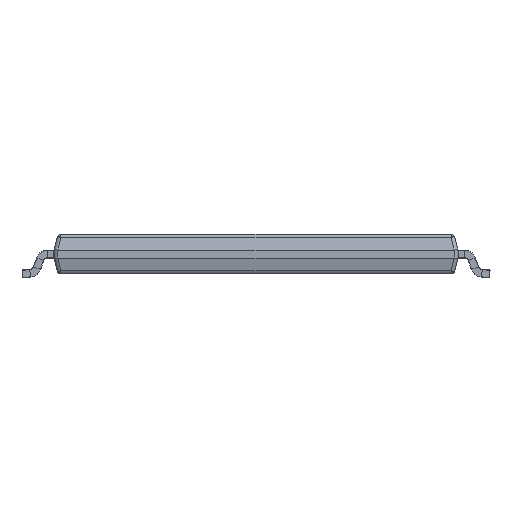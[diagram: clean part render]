
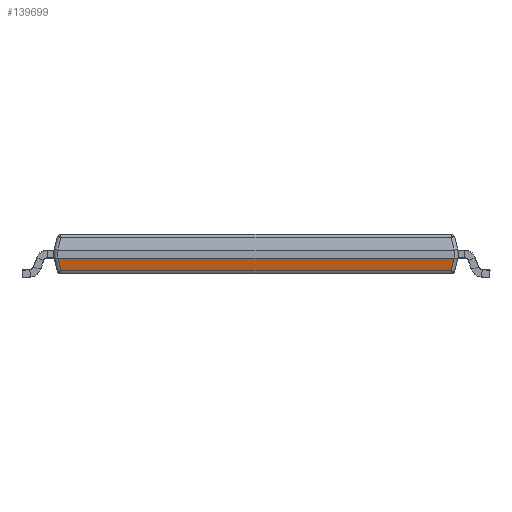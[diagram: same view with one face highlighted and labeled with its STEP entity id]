
A CAD part, front view. The second image highlights one B-rep face of the part: STEP entity #139699.
In plain terms, the highlighted planar face has unit normal (0, -0.97, -0.242).
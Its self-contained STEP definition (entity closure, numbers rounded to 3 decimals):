
#664 = DIRECTION ( 'NONE',  ( 1., 0., 0. ) ) ;
#2490 =( BOUNDED_CURVE ( )  B_SPLINE_CURVE ( 3, ( #182137, #11997, #24224, #71100 ),
 .UNSPECIFIED., .F., .F. ) 
 B_SPLINE_CURVE_WITH_KNOTS ( ( 4, 4 ),
 ( 3.112, 3.142 ),
 .UNSPECIFIED. ) 
 CURVE ( )  GEOMETRIC_REPRESENTATION_ITEM ( )  RATIONAL_B_SPLINE_CURVE ( ( 1., 1., 1., 1. ) ) 
 REPRESENTATION_ITEM ( '' )  );
#11997 = CARTESIAN_POINT ( 'NONE',  ( 5.002, -11.1, 0.5 ) ) ;
#19838 = LINE ( 'NONE', #189993, #172264 ) ;
#20997 = EDGE_LOOP ( 'NONE', ( #116956, #73955, #116407, #75125, #38645, #119864 ) ) ;
#21185 = CARTESIAN_POINT ( 'NONE',  ( -4.922, -11.019, 0.176 ) ) ;
#21565 = EDGE_CURVE ( 'NONE', #177498, #62745, #2490, .T. ) ;
#21591 = AXIS2_PLACEMENT_3D ( 'NONE', #104628, #56700, #118925 ) ;
#21920 = EDGE_CURVE ( 'NONE', #100662, #92808, #23200, .T. ) ;
#23200 =( BOUNDED_CURVE ( )  B_SPLINE_CURVE ( 3, ( #152258, #136007, #198218, #46232 ),
 .UNSPECIFIED., .F., .F. ) 
 B_SPLINE_CURVE_WITH_KNOTS ( ( 4, 4 ),
 ( 3.142, 3.171 ),
 .UNSPECIFIED. ) 
 CURVE ( )  GEOMETRIC_REPRESENTATION_ITEM ( )  RATIONAL_B_SPLINE_CURVE ( ( 1., 1., 1., 1. ) ) 
 REPRESENTATION_ITEM ( '' )  );
#24224 = CARTESIAN_POINT ( 'NONE',  ( 5.001, -11.1, 0.5 ) ) ;
#25635 = CARTESIAN_POINT ( 'NONE',  ( -5., -11.1, 0.5 ) ) ;
#38645 = ORIENTED_EDGE ( 'NONE', *, *, #45637, .T. ) ;
#39481 = FACE_OUTER_BOUND ( 'NONE', #20997, .T. ) ;
#39903 = EDGE_CURVE ( 'NONE', #60224, #180014, #130080, .T. ) ;
#45637 = EDGE_CURVE ( 'NONE', #180014, #177498, #92366, .T. ) ;
#46232 = CARTESIAN_POINT ( 'NONE',  ( -5.003, -11.1, 0.5 ) ) ;
#50906 = DIRECTION ( 'NONE',  ( 0.236, 0.236, -0.943 ) ) ;
#56700 = DIRECTION ( 'NONE',  ( 0., 0.97, 0.243 ) ) ;
#57910 = CARTESIAN_POINT ( 'NONE',  ( 5.003, -11.1, 0.5 ) ) ;
#60224 = VERTEX_POINT ( 'NONE', #21185 ) ;
#61492 = CARTESIAN_POINT ( 'NONE',  ( -5.003, -11.1, 0.5 ) ) ;
#62745 = VERTEX_POINT ( 'NONE', #106297 ) ;
#71100 = CARTESIAN_POINT ( 'NONE',  ( 5., -11.1, 0.5 ) ) ;
#73955 = ORIENTED_EDGE ( 'NONE', *, *, #21920, .T. ) ;
#75125 = ORIENTED_EDGE ( 'NONE', *, *, #39903, .T. ) ;
#85948 = EDGE_CURVE ( 'NONE', #100662, #62745, #19838, .T. ) ;
#92366 = LINE ( 'NONE', #108725, #200945 ) ;
#92808 = VERTEX_POINT ( 'NONE', #61492 ) ;
#98939 = CARTESIAN_POINT ( 'NONE',  ( 4.922, -11.019, 0.176 ) ) ;
#100662 = VERTEX_POINT ( 'NONE', #25635 ) ;
#101972 = EDGE_CURVE ( 'NONE', #92808, #60224, #162024, .T. ) ;
#104628 = CARTESIAN_POINT ( 'NONE',  ( -5.1, -11.1, 0.5 ) ) ;
#106297 = CARTESIAN_POINT ( 'NONE',  ( 5., -11.1, 0.5 ) ) ;
#108725 = CARTESIAN_POINT ( 'NONE',  ( 4.442, -10.539, -1.745 ) ) ;
#115829 = VECTOR ( 'NONE', #195338, 1000. ) ;
#116407 = ORIENTED_EDGE ( 'NONE', *, *, #101972, .T. ) ;
#116956 = ORIENTED_EDGE ( 'NONE', *, *, #85948, .F. ) ;
#118925 = DIRECTION ( 'NONE',  ( 1., 0., 0. ) ) ;
#119864 = ORIENTED_EDGE ( 'NONE', *, *, #21565, .T. ) ;
#123193 = VECTOR ( 'NONE', #50906, 1000. ) ;
#130080 = LINE ( 'NONE', #133126, #115829 ) ;
#133126 = CARTESIAN_POINT ( 'NONE',  ( 5., -11.019, 0.176 ) ) ;
#136007 = CARTESIAN_POINT ( 'NONE',  ( -5.001, -11.1, 0.5 ) ) ;
#139699 = ADVANCED_FACE ( 'NONE', ( #39481 ), #191347, .F. ) ;
#142679 = CARTESIAN_POINT ( 'NONE',  ( -5.008, -11.105, 0.522 ) ) ;
#152258 = CARTESIAN_POINT ( 'NONE',  ( -5., -11.1, 0.5 ) ) ;
#162024 = LINE ( 'NONE', #142679, #123193 ) ;
#170840 = DIRECTION ( 'NONE',  ( 0.236, -0.236, 0.943 ) ) ;
#172264 = VECTOR ( 'NONE', #664, 1000. ) ;
#177498 = VERTEX_POINT ( 'NONE', #57910 ) ;
#180014 = VERTEX_POINT ( 'NONE', #98939 ) ;
#182137 = CARTESIAN_POINT ( 'NONE',  ( 5.003, -11.1, 0.5 ) ) ;
#189993 = CARTESIAN_POINT ( 'NONE',  ( -5.1, -11.1, 0.5 ) ) ;
#191347 = PLANE ( 'NONE',  #21591 ) ;
#195338 = DIRECTION ( 'NONE',  ( 1., 0., 0. ) ) ;
#198218 = CARTESIAN_POINT ( 'NONE',  ( -5.002, -11.1, 0.5 ) ) ;
#200945 = VECTOR ( 'NONE', #170840, 1000. ) ;
